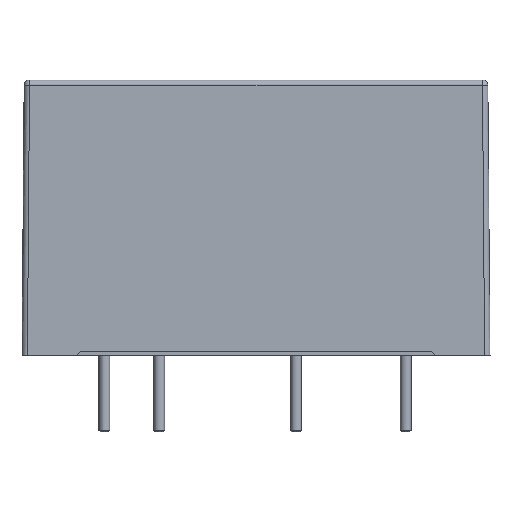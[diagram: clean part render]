
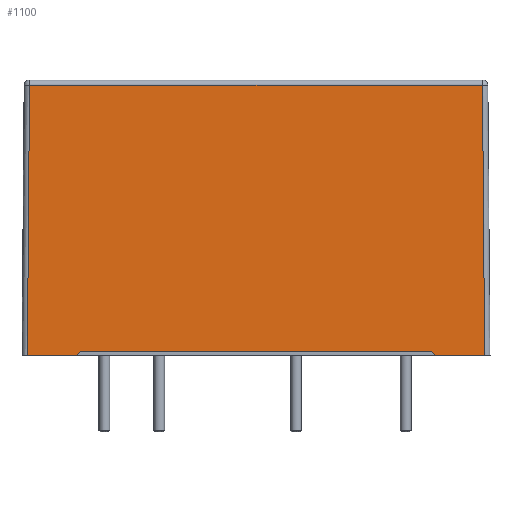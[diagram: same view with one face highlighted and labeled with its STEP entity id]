
A CAD part, left-side view. The second image highlights one B-rep face of the part: STEP entity #1100.
In plain terms, the highlighted planar face has unit normal (-1, 0, 0.012).
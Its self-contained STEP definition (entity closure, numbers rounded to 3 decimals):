
#635=CARTESIAN_POINT('',(-7.96,-16.7,0.));
#636=VERTEX_POINT('',#635);
#643=CARTESIAN_POINT('',(-7.955,-16.29,0.41));
#644=VERTEX_POINT('',#643);
#645=CARTESIAN_POINT('',(-7.955,-16.29,0.41));
#646=DIRECTION('',(-0.008,-0.707,-0.707));
#647=VECTOR('',#646,0.58);
#648=LINE('',#645,#647);
#649=EDGE_CURVE('',#644,#636,#648,.T.);
#665=CARTESIAN_POINT('',(-7.66,-21.003,25.056));
#666=VERTEX_POINT('',#665);
#709=CARTESIAN_POINT('',(-7.96,-21.2,0.));
#710=VERTEX_POINT('',#709);
#711=CARTESIAN_POINT('',(-7.66,-21.003,25.056));
#712=DIRECTION('',(-0.012,-0.008,-1.));
#713=VECTOR('',#712,25.059);
#714=LINE('',#711,#713);
#715=EDGE_CURVE('',#666,#710,#714,.T.);
#740=CARTESIAN_POINT('',(-7.96,16.7,0.));
#741=VERTEX_POINT('',#740);
#748=CARTESIAN_POINT('',(-7.96,21.2,0.));
#749=VERTEX_POINT('',#748);
#750=CARTESIAN_POINT('',(-7.96,21.2,0.));
#751=DIRECTION('',(0.0,-1.0,0.0));
#752=VECTOR('',#751,4.5);
#753=LINE('',#750,#752);
#754=EDGE_CURVE('',#749,#741,#753,.T.);
#829=CARTESIAN_POINT('',(-7.96,-16.7,0.));
#830=DIRECTION('',(0.0,-1.0,0.0));
#831=VECTOR('',#830,4.5);
#832=LINE('',#829,#831);
#833=EDGE_CURVE('',#636,#710,#832,.T.);
#983=CARTESIAN_POINT('',(-7.66,21.003,25.056));
#984=VERTEX_POINT('',#983);
#992=CARTESIAN_POINT('',(-7.66,21.003,25.056));
#993=DIRECTION('',(0.0,-1.0,0.0));
#994=VECTOR('',#993,42.005);
#995=LINE('',#992,#994);
#996=EDGE_CURVE('',#984,#666,#995,.T.);
#1056=CARTESIAN_POINT('',(-7.955,16.29,0.41));
#1057=VERTEX_POINT('',#1056);
#1058=CARTESIAN_POINT('',(-7.955,16.29,0.41));
#1059=DIRECTION('',(0.0,-1.0,0.0));
#1060=VECTOR('',#1059,32.58);
#1061=LINE('',#1058,#1060);
#1062=EDGE_CURVE('',#1057,#644,#1061,.T.);
#1075=CARTESIAN_POINT('',(-7.96,24.9,0.));
#1076=DIRECTION('',(-1.,0.0,0.012));
#1077=DIRECTION('',(0.0,-1.0,0.0));
#1078=AXIS2_PLACEMENT_3D('',#1075,#1076,#1077);
#1079=PLANE('',#1078);
#1080=CARTESIAN_POINT('',(-7.96,21.2,0.));
#1081=DIRECTION('',(0.012,-0.008,1.));
#1082=VECTOR('',#1081,25.059);
#1083=LINE('',#1080,#1082);
#1084=EDGE_CURVE('',#749,#984,#1083,.T.);
#1085=ORIENTED_EDGE('',*,*,#1084,.F.);
#1086=ORIENTED_EDGE('',*,*,#754,.T.);
#1087=CARTESIAN_POINT('',(-7.96,16.7,0.));
#1088=DIRECTION('',(0.008,-0.707,0.707));
#1089=VECTOR('',#1088,0.58);
#1090=LINE('',#1087,#1089);
#1091=EDGE_CURVE('',#741,#1057,#1090,.T.);
#1092=ORIENTED_EDGE('',*,*,#1091,.T.);
#1093=ORIENTED_EDGE('',*,*,#1062,.T.);
#1094=ORIENTED_EDGE('',*,*,#649,.T.);
#1095=ORIENTED_EDGE('',*,*,#833,.T.);
#1096=ORIENTED_EDGE('',*,*,#715,.F.);
#1097=ORIENTED_EDGE('',*,*,#996,.F.);
#1098=EDGE_LOOP('',(#1085,#1086,#1092,#1093,#1094,#1095,#1096,#1097));
#1099=FACE_OUTER_BOUND('',#1098,.T.);
#1100=ADVANCED_FACE('',(#1099),#1079,.T.);
